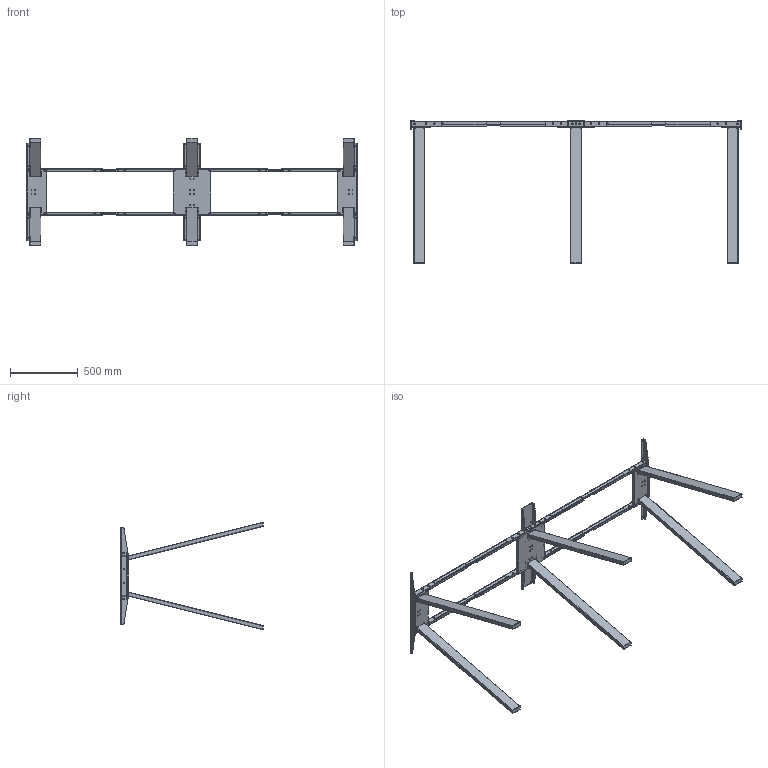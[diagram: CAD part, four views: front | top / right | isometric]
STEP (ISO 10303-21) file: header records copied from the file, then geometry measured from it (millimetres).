
FILE_DESCRIPTION (( 'STEP AP203' ), '1' );
FILE_NAME ('V-3 Aero Flex_höjd 1050_50552x+50563x.STEP', '2019-03-29T12:49:10', ( '' ), ( '' ), 'SwSTEP 2.0', 'SolidWorks 2017', '' );
FILE_SCHEMA (( 'CONFIG_CONTROL_DESIGN' ));
Length unit declared in the file: millimetre
Products named in the file (1): V-3 Aero Flex_h鐱d 1050_50552x+50563x
Bounding box: 2434 x 1050.03 x 790.78 mm (x, y, z)
Surface area: 3417534 mm2 (no closed solid volume)
Topology: 0 solids, 191 shells, 987 faces, 3425 edges, 2596 vertices
Faces by surface type: cylinder 448, plane 399, cone 104, bspline 32, torus 4
Entity records: 38068 total; most frequent: CARTESIAN_POINT 8029, DIRECTION 6533, ORIENTED_EDGE 5016, EDGE_CURVE 3425, VERTEX_POINT 2596, AXIS2_PLACEMENT_3D 2364, LINE 1805, VECTOR 1805
